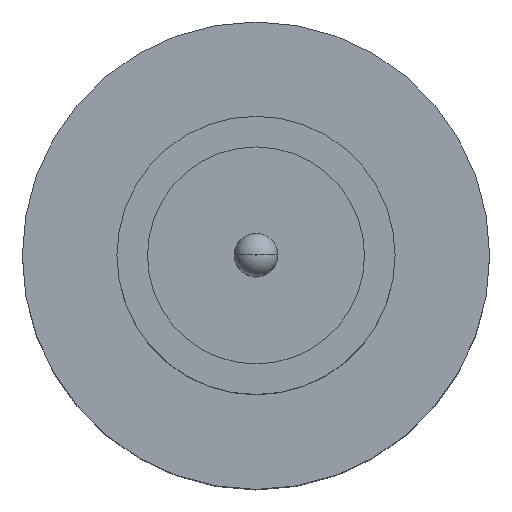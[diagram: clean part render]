
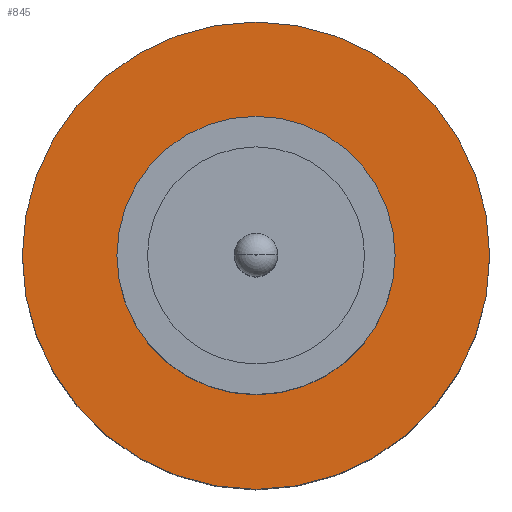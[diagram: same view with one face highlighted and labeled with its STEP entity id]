
A CAD part, top view. The second image highlights one B-rep face of the part: STEP entity #845.
In plain terms, the highlighted planar face has unit normal (0, 0, 1).
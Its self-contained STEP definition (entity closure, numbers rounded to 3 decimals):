
#26 = CARTESIAN_POINT ( 'NONE',  ( 0., 0., 1.55 ) ) ;
#33 = DIRECTION ( 'NONE',  ( 1., 0., 0. ) ) ;
#56 = AXIS2_PLACEMENT_3D ( 'NONE', #26, #641, #33 ) ;
#62 = ORIENTED_EDGE ( 'NONE', *, *, #533, .F. ) ;
#114 = CARTESIAN_POINT ( 'NONE',  ( -1.25, 0., 1.55 ) ) ;
#121 = CARTESIAN_POINT ( 'NONE',  ( 0., 0., 1.55 ) ) ;
#128 = AXIS2_PLACEMENT_3D ( 'NONE', #121, #263, #583 ) ;
#205 = EDGE_LOOP ( 'NONE', ( #997, #441 ) ) ;
#210 = CIRCLE ( 'NONE', #56, 1.25 ) ;
#236 = DIRECTION ( 'NONE',  ( 1., 0., 0. ) ) ;
#261 = EDGE_CURVE ( 'NONE', #808, #271, #761, .T. ) ;
#263 = DIRECTION ( 'NONE',  ( 0., 0., 1. ) ) ;
#271 = VERTEX_POINT ( 'NONE', #114 ) ;
#308 = EDGE_LOOP ( 'NONE', ( #724, #62 ) ) ;
#320 = FACE_OUTER_BOUND ( 'NONE', #205, .T. ) ;
#332 = AXIS2_PLACEMENT_3D ( 'NONE', #656, #344, #731 ) ;
#336 = DIRECTION ( 'NONE',  ( 0., 0., 1. ) ) ;
#344 = DIRECTION ( 'NONE',  ( 0., 0., 1. ) ) ;
#386 = CARTESIAN_POINT ( 'NONE',  ( 0., 0., 1.55 ) ) ;
#441 = ORIENTED_EDGE ( 'NONE', *, *, #540, .T. ) ;
#480 = DIRECTION ( 'NONE',  ( 1., 0., 0. ) ) ;
#506 = CIRCLE ( 'NONE', #332, 2.1 ) ;
#533 = EDGE_CURVE ( 'NONE', #271, #808, #210, .T. ) ;
#540 = EDGE_CURVE ( 'NONE', #1007, #775, #506, .T. ) ;
#583 = DIRECTION ( 'NONE',  ( 1., 0., 0. ) ) ;
#629 = EDGE_CURVE ( 'NONE', #775, #1007, #693, .T. ) ;
#635 = DIRECTION ( 'NONE',  ( 0., 0., 1. ) ) ;
#641 = DIRECTION ( 'NONE',  ( 0., 0., 1. ) ) ;
#656 = CARTESIAN_POINT ( 'NONE',  ( 0., 0., 1.55 ) ) ;
#660 = AXIS2_PLACEMENT_3D ( 'NONE', #882, #336, #480 ) ;
#692 = CARTESIAN_POINT ( 'NONE',  ( -2.1, 0., 1.55 ) ) ;
#693 = CIRCLE ( 'NONE', #128, 2.1 ) ;
#724 = ORIENTED_EDGE ( 'NONE', *, *, #261, .F. ) ;
#731 = DIRECTION ( 'NONE',  ( 1., 0., 0. ) ) ;
#761 = CIRCLE ( 'NONE', #660, 1.25 ) ;
#771 = CARTESIAN_POINT ( 'NONE',  ( 1.25, 0., 1.55 ) ) ;
#775 = VERTEX_POINT ( 'NONE', #692 ) ;
#808 = VERTEX_POINT ( 'NONE', #771 ) ;
#809 = AXIS2_PLACEMENT_3D ( 'NONE', #386, #635, #236 ) ;
#845 = ADVANCED_FACE ( 'NONE', ( #928, #320 ), #877, .T. ) ;
#877 = PLANE ( 'NONE',  #809 ) ;
#882 = CARTESIAN_POINT ( 'NONE',  ( 0., 0., 1.55 ) ) ;
#928 = FACE_BOUND ( 'NONE', #308, .T. ) ;
#955 = CARTESIAN_POINT ( 'NONE',  ( 2.1, 0., 1.55 ) ) ;
#997 = ORIENTED_EDGE ( 'NONE', *, *, #629, .T. ) ;
#1007 = VERTEX_POINT ( 'NONE', #955 ) ;
